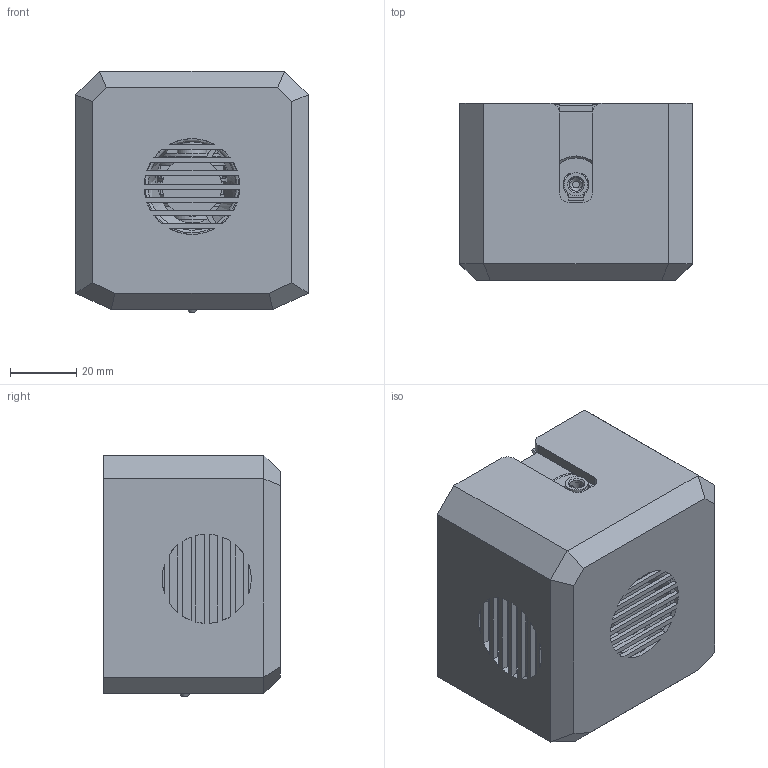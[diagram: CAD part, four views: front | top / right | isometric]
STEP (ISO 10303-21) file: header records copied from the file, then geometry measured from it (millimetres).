
FILE_DESCRIPTION(/* description */ ('STEP AP242','CAx-IF Rec.Pracs.---Representation and Presentation of Product Manufacturing Information (PMI)---4.0---2014-10-13','CAx-IF Rec.Pracs.---3D Tessellated Geometry---0.4---2014-09-14','2;1'),/* implementation_level */ '2;1');
FILE_NAME(/* name */ '66274faed187d63e24f948e0',/* time_stamp */ '2024-04-23T06:05:35Z',/* author */ (''),/* organization */ (''),/* preprocessor_version */ 'ST-DEVELOPER v20',/* originating_system */ ' ',/* authorisation */ ' ');
FILE_SCHEMA (('AP242_MANAGED_MODEL_BASED_3D_ENGINEERING_MIM_LF { 1 0 10303 442 1 1 4 }'));
Products named in the file (6): Cover; 4010 Fan; Hotend; Screw On; Base
Bounding box: 70.3 x 53.5 x 73.2 mm (x, y, z)
Volume: 150265.4 mm3; surface area: 92929.3 mm2
Topology: 6 solids, 6 shells, 1217 faces, 3470 edges, 2271 vertices
Faces by surface type: plane 725, cylinder 284, cone 100, bspline 75, sphere 18, torus 15
Full cylindrical faces by diameter (mm): 0.8 x1, 2 x2, 2.6 x15, 2.8 x16, 3 x1, 3.2 x11, 3.35 x10, 4.1 x1, 4.16 x1, 4.2 x1, 4.9 x1, 5.05 x1, 6 x6, 7 x1, 7.6 x1, 8 x1, 12 x1, 16 x3, 22.35 x3, 27 x2, 29 x1, 30 x1
Entity records: 53433 total; most frequent: CARTESIAN_POINT 23094, ORIENTED_EDGE 6570, DIRECTION 5811, EDGE_CURVE 3285, VERTEX_POINT 2220, LINE 1959, VECTOR 1959, AXIS2_PLACEMENT_3D 1926
